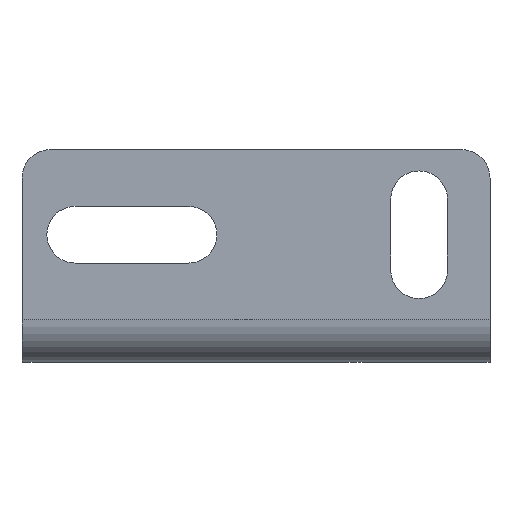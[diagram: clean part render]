
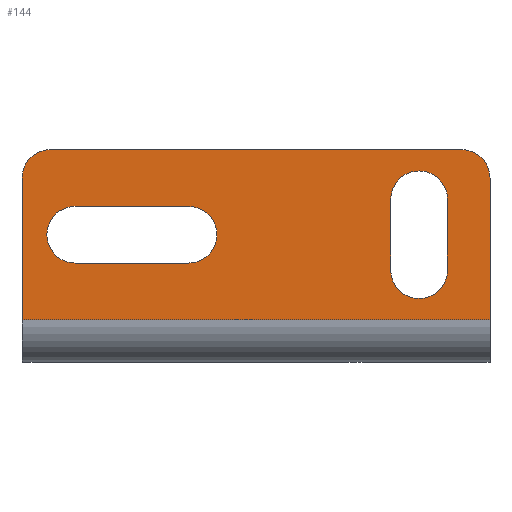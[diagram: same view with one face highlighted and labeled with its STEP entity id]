
A CAD part, front view. The second image highlights one B-rep face of the part: STEP entity #144.
In plain terms, the highlighted planar face has unit normal (0, -1, 0).
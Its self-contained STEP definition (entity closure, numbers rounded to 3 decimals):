
#144 = ADVANCED_FACE( '', ( #294, #295, #296 ), #297, .F. );
#294 = FACE_BOUND( '', #439, .T. );
#295 = FACE_BOUND( '', #440, .T. );
#296 = FACE_OUTER_BOUND( '', #441, .T. );
#297 = PLANE( '', #442 );
#439 = EDGE_LOOP( '', ( #825, #826, #827, #828 ) );
#440 = EDGE_LOOP( '', ( #829, #830, #831, #832 ) );
#441 = EDGE_LOOP( '', ( #833, #834, #835, #836, #837, #838 ) );
#442 = AXIS2_PLACEMENT_3D( '', #839, #840, #841 );
#825 = ORIENTED_EDGE( '', *, *, #990, .T. );
#826 = ORIENTED_EDGE( '', *, *, #922, .T. );
#827 = ORIENTED_EDGE( '', *, *, #881, .T. );
#828 = ORIENTED_EDGE( '', *, *, #983, .T. );
#829 = ORIENTED_EDGE( '', *, *, #993, .T. );
#830 = ORIENTED_EDGE( '', *, *, #1004, .T. );
#831 = ORIENTED_EDGE( '', *, *, #886, .T. );
#832 = ORIENTED_EDGE( '', *, *, #988, .T. );
#833 = ORIENTED_EDGE( '', *, *, #912, .F. );
#834 = ORIENTED_EDGE( '', *, *, #930, .F. );
#835 = ORIENTED_EDGE( '', *, *, #916, .T. );
#836 = ORIENTED_EDGE( '', *, *, #996, .F. );
#837 = ORIENTED_EDGE( '', *, *, #1013, .T. );
#838 = ORIENTED_EDGE( '', *, *, #877, .F. );
#839 = CARTESIAN_POINT( '', ( 16.5, -29., 7.5 ) );
#840 = DIRECTION( '', ( 0., 1., 0. ) );
#841 = DIRECTION( '', ( 0., 0., 1. ) );
#877 = EDGE_CURVE( '', #1053, #1048, #1055, .T. );
#881 = EDGE_CURVE( '', #1062, #1060, #1063, .T. );
#886 = EDGE_CURVE( '', #1071, #1069, #1072, .T. );
#912 = EDGE_CURVE( '', #1115, #1053, #1117, .T. );
#916 = EDGE_CURVE( '', #1122, #1123, #1124, .T. );
#922 = EDGE_CURVE( '', #1133, #1062, #1134, .T. );
#930 = EDGE_CURVE( '', #1122, #1115, #1146, .T. );
#983 = EDGE_CURVE( '', #1060, #1218, #1220, .T. );
#988 = EDGE_CURVE( '', #1069, #1224, #1226, .T. );
#990 = EDGE_CURVE( '', #1218, #1133, #1228, .T. );
#993 = EDGE_CURVE( '', #1224, #1230, #1232, .T. );
#996 = EDGE_CURVE( '', #1234, #1123, #1236, .T. );
#1004 = EDGE_CURVE( '', #1230, #1071, #1246, .T. );
#1013 = EDGE_CURVE( '', #1234, #1048, #1255, .T. );
#1048 = VERTEX_POINT( '', #1300 );
#1053 = VERTEX_POINT( '', #1306 );
#1055 = LINE( '', #1308, #1309 );
#1060 = VERTEX_POINT( '', #1315 );
#1062 = VERTEX_POINT( '', #1318 );
#1063 = LINE( '', #1319, #1320 );
#1069 = VERTEX_POINT( '', #1327 );
#1071 = VERTEX_POINT( '', #1330 );
#1072 = CIRCLE( '', #1331, 2. );
#1115 = VERTEX_POINT( '', #1388 );
#1117 = LINE( '', #1391, #1392 );
#1122 = VERTEX_POINT( '', #1399 );
#1123 = VERTEX_POINT( '', #1400 );
#1124 = LINE( '', #1401, #1402 );
#1133 = VERTEX_POINT( '', #1414 );
#1134 = CIRCLE( '', #1415, 2. );
#1146 = CIRCLE( '', #1430, 2. );
#1218 = VERTEX_POINT( '', #1526 );
#1220 = CIRCLE( '', #1529, 2. );
#1224 = VERTEX_POINT( '', #1534 );
#1226 = LINE( '', #1537, #1538 );
#1228 = LINE( '', #1540, #1541 );
#1230 = VERTEX_POINT( '', #1543 );
#1232 = CIRCLE( '', #1546, 2. );
#1234 = VERTEX_POINT( '', #1548 );
#1236 = CIRCLE( '', #1551, 2. );
#1246 = LINE( '', #1564, #1565 );
#1255 = LINE( '', #1576, #1577 );
#1300 = CARTESIAN_POINT( '', ( -16.5, -29., -4.5 ) );
#1306 = CARTESIAN_POINT( '', ( 16.5, -29., -4.5 ) );
#1308 = CARTESIAN_POINT( '', ( 16.5, -29., -4.5 ) );
#1309 = VECTOR( '', #1607, 1000. );
#1315 = CARTESIAN_POINT( '', ( -4.75, -29., 3.5 ) );
#1318 = CARTESIAN_POINT( '', ( -12.75, -29., 3.5 ) );
#1319 = CARTESIAN_POINT( '', ( -12.75, -29., 3.5 ) );
#1320 = VECTOR( '', #1610, 1000. );
#1327 = CARTESIAN_POINT( '', ( 13.5, -29., 4. ) );
#1330 = CARTESIAN_POINT( '', ( 9.5, -29., 4. ) );
#1331 = AXIS2_PLACEMENT_3D( '', #1616, #1617, #1618 );
#1388 = CARTESIAN_POINT( '', ( 16.5, -29., 5.5 ) );
#1391 = CARTESIAN_POINT( '', ( 16.5, -29., 7.5 ) );
#1392 = VECTOR( '', #1649, 1000. );
#1399 = CARTESIAN_POINT( '', ( 14.5, -29., 7.5 ) );
#1400 = CARTESIAN_POINT( '', ( -14.5, -29., 7.5 ) );
#1401 = CARTESIAN_POINT( '', ( 16.5, -29., 7.5 ) );
#1402 = VECTOR( '', #1652, 1000. );
#1414 = CARTESIAN_POINT( '', ( -12.75, -29., -0.5 ) );
#1415 = AXIS2_PLACEMENT_3D( '', #1659, #1660, #1661 );
#1430 = AXIS2_PLACEMENT_3D( '', #1671, #1672, #1673 );
#1526 = CARTESIAN_POINT( '', ( -4.75, -29., -0.5 ) );
#1529 = AXIS2_PLACEMENT_3D( '', #1747, #1748, #1749 );
#1534 = CARTESIAN_POINT( '', ( 13.5, -29., -1. ) );
#1537 = CARTESIAN_POINT( '', ( 13.5, -29., 4. ) );
#1538 = VECTOR( '', #1752, 1000. );
#1540 = CARTESIAN_POINT( '', ( -4.75, -29., -0.5 ) );
#1541 = VECTOR( '', #1753, 1000. );
#1543 = CARTESIAN_POINT( '', ( 9.5, -29., -1. ) );
#1546 = AXIS2_PLACEMENT_3D( '', #1755, #1756, #1757 );
#1548 = CARTESIAN_POINT( '', ( -16.5, -29., 5.5 ) );
#1551 = AXIS2_PLACEMENT_3D( '', #1759, #1760, #1761 );
#1564 = CARTESIAN_POINT( '', ( 9.5, -29., -1. ) );
#1565 = VECTOR( '', #1768, 1000. );
#1576 = CARTESIAN_POINT( '', ( -16.5, -29., 7.5 ) );
#1577 = VECTOR( '', #1777, 1000. );
#1607 = DIRECTION( '', ( -1., 0., 0. ) );
#1610 = DIRECTION( '', ( 1., 0., 0. ) );
#1616 = CARTESIAN_POINT( '', ( 11.5, -29., 4. ) );
#1617 = DIRECTION( '', ( 0., 1., 0. ) );
#1618 = DIRECTION( '', ( 1., 0., 0. ) );
#1649 = DIRECTION( '', ( 0., 0., -1. ) );
#1652 = DIRECTION( '', ( -1., 0., 0. ) );
#1659 = CARTESIAN_POINT( '', ( -12.75, -29., 1.5 ) );
#1660 = DIRECTION( '', ( 0., 1., 0. ) );
#1661 = DIRECTION( '', ( 1., 0., 0. ) );
#1671 = CARTESIAN_POINT( '', ( 14.5, -29., 5.5 ) );
#1672 = DIRECTION( '', ( 0., 1., 0. ) );
#1673 = DIRECTION( '', ( 1., 0., 0. ) );
#1747 = CARTESIAN_POINT( '', ( -4.75, -29., 1.5 ) );
#1748 = DIRECTION( '', ( 0., 1., 0. ) );
#1749 = DIRECTION( '', ( 1., 0., 0. ) );
#1752 = DIRECTION( '', ( 0., 0., -1. ) );
#1753 = DIRECTION( '', ( -1., 0., 0. ) );
#1755 = CARTESIAN_POINT( '', ( 11.5, -29., -1. ) );
#1756 = DIRECTION( '', ( 0., 1., 0. ) );
#1757 = DIRECTION( '', ( 1., 0., 0. ) );
#1759 = CARTESIAN_POINT( '', ( -14.5, -29., 5.5 ) );
#1760 = DIRECTION( '', ( 0., 1., 0. ) );
#1761 = DIRECTION( '', ( 1., 0., 0. ) );
#1768 = DIRECTION( '', ( 0., 0., 1. ) );
#1777 = DIRECTION( '', ( 0., 0., -1. ) );
